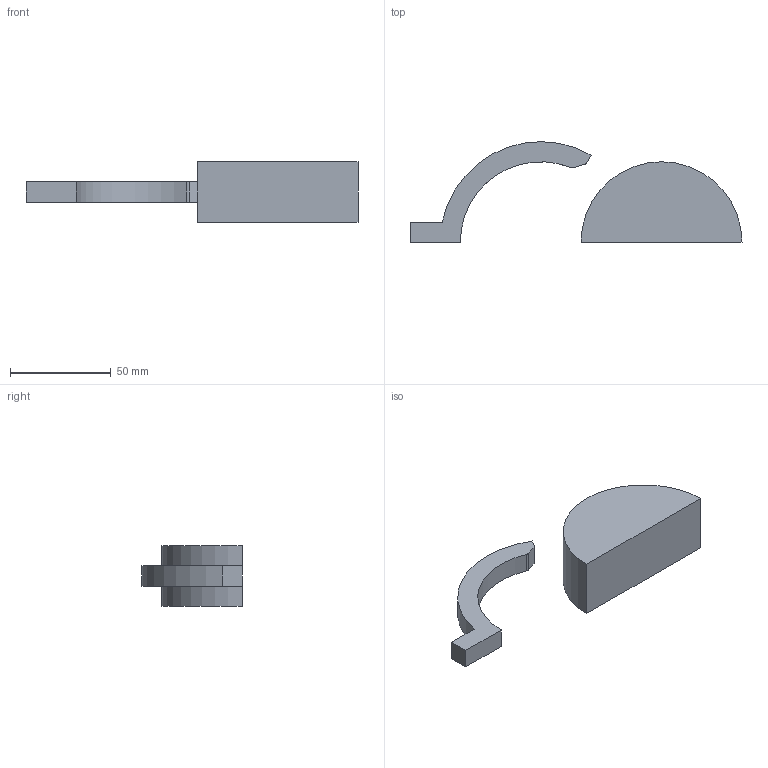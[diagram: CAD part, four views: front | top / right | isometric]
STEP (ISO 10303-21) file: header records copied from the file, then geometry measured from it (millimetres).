
FILE_DESCRIPTION(('FreeCAD Model'),'2;1');
FILE_NAME('Open CASCADE Shape Model','2023-05-18T21:39:41',(''),(''), 'Open CASCADE STEP processor 7.6','FreeCAD','Unknown');
FILE_SCHEMA(('AUTOMOTIVE_DESIGN { 1 0 10303 214 1 1 1 1 }'));
Length unit declared in the file: millimetre
Products named in the file (3): Unnamed; B010_2 v7; Solid
Assembly tree (2 placements, depth 2):
  Unnamed
    B010_2 v7
    Solid
Bounding box: 165 x 50 x 30 mm (x, y, z)
Volume: 86233.1 mm3; surface area: 15729.3 mm2
Topology: 2 solids, 2 shells, 15 faces, 33 edges, 22 vertices
Faces by surface type: plane 10, cylinder 5
Entity records: 925 total; most frequent: CARTESIAN_POINT 163, DIRECTION 141, LINE 79, VECTOR 79, ORIENTED_EDGE 66, PCURVE 66, DEFINITIONAL_REPRESENTATION 66, EDGE_CURVE 33
